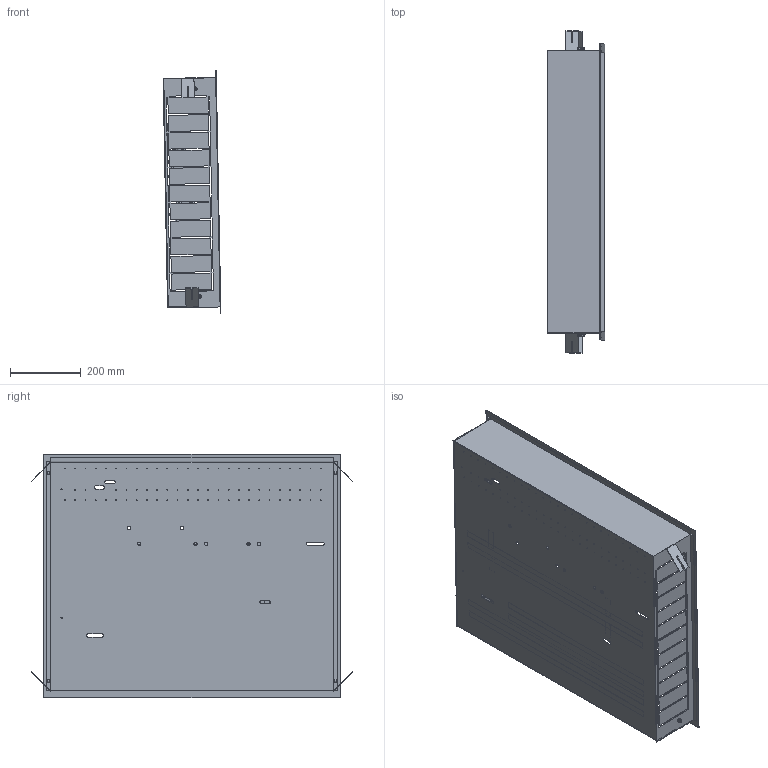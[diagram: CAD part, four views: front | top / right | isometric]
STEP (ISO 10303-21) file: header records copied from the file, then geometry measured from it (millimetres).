
FILE_DESCRIPTION(('CATIA V5 STEP Exchange','CAx-IF Rec.Pracs.--- Model Styling and Organization---1.5--- 2016-08-15','CAx-IF Rec.Pracs.---Supplemental Geometry---1.0---2011-11-01','CAx-IF Rec.Pracs.--- Composite Materials ---3.4---2017-06-13','CAx-IF Rec.Pracs.---Tessellated 3D Geometry---1.0---2015-12-17'),'2;1');
FILE_NAME('STEP_796780_-_TST.stp','2023-07-26T09:16:29+00:00',('none'),('none'),'CATIA Version 5-6 Release 2020 SP5','CATIA V5 STEP AP242 v2','none');
FILE_SCHEMA(('AP242_MANAGED_MODEL_BASED_3D_ENGINEERING_MIM_LF {1 0 10303 442 1 1 4}'));
Products named in the file (1): 796780 - TST
Bounding box: 164.01 x 912.31 x 689.89 mm (x, y, z)
Volume: 4152847.3 mm3; surface area: 2442420.2 mm2
Topology: 2 solids, 11 shells, 5032 faces, 12637 edges, 7387 vertices
Faces by surface type: bspline 1443, plane 1273, cylinder 1256, cone 358, torus 320, sphere 274, extrusion 108
Entity records: 221624 total; most frequent: CARTESIAN_POINT 121910, ORIENTED_EDGE 24618, EDGE_CURVE 12309, DIRECTION 12041, VERTEX_POINT 7387, AXIS2_PLACEMENT_3D 5438, EDGE_LOOP 5430, B_SPLINE_CURVE_WITH_KNOTS 5318
